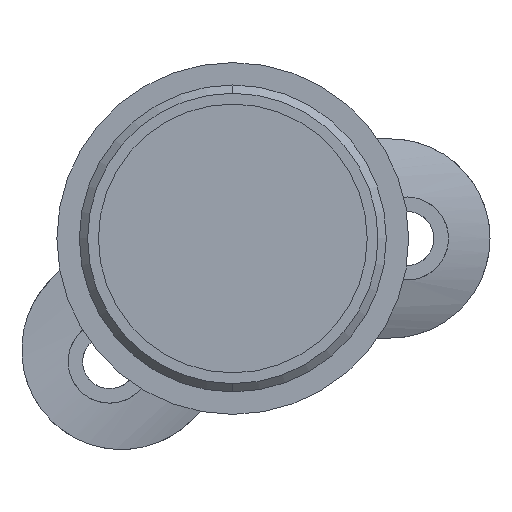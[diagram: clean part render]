
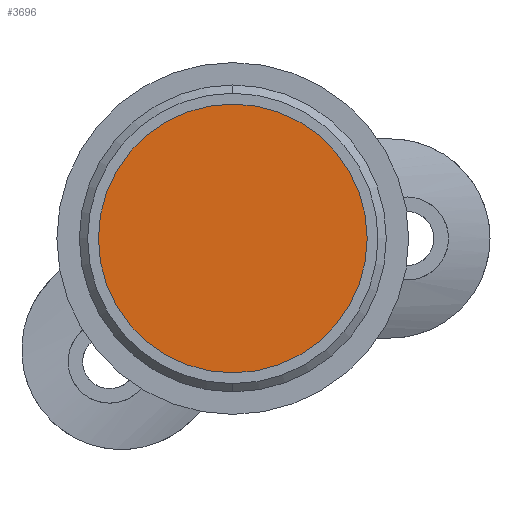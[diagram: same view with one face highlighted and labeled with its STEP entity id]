
A CAD part, front view. The second image highlights one B-rep face of the part: STEP entity #3696.
In plain terms, the highlighted planar face has unit normal (0, -1, 0).
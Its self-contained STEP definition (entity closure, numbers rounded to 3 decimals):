
#1364 = DIRECTION ( 'NONE',  ( 0., -1., 0. ) ) ;
#1820 = AXIS2_PLACEMENT_3D ( 'NONE', #8604, #10605, #2288 ) ;
#2288 = DIRECTION ( 'NONE',  ( 0., 0., -1. ) ) ;
#2722 = CIRCLE ( 'NONE', #6494, 16.2 ) ;
#3247 = EDGE_CURVE ( 'NONE', #3556, #4897, #3487, .T. ) ;
#3373 = EDGE_LOOP ( 'NONE', ( #3553, #7762 ) ) ;
#3487 = CIRCLE ( 'NONE', #11203, 16.2 ) ;
#3553 = ORIENTED_EDGE ( 'NONE', *, *, #4966, .T. ) ;
#3556 = VERTEX_POINT ( 'NONE', #5356 ) ;
#3696 = ADVANCED_FACE ( 'NONE', ( #5804 ), #7676, .T. ) ;
#4897 = VERTEX_POINT ( 'NONE', #7841 ) ;
#4966 = EDGE_CURVE ( 'NONE', #4897, #3556, #2722, .T. ) ;
#5356 = CARTESIAN_POINT ( 'NONE',  ( 0., 30.42, 16.2 ) ) ;
#5804 = FACE_OUTER_BOUND ( 'NONE', #3373, .T. ) ;
#6017 = CARTESIAN_POINT ( 'NONE',  ( 0., 30.42, 0. ) ) ;
#6494 = AXIS2_PLACEMENT_3D ( 'NONE', #6017, #1364, #11702 ) ;
#6750 = DIRECTION ( 'NONE',  ( 0., -1., 0. ) ) ;
#6831 = CARTESIAN_POINT ( 'NONE',  ( 0., 30.42, 0. ) ) ;
#7676 = PLANE ( 'NONE',  #1820 ) ;
#7680 = DIRECTION ( 'NONE',  ( 0., 0., -1. ) ) ;
#7762 = ORIENTED_EDGE ( 'NONE', *, *, #3247, .T. ) ;
#7841 = CARTESIAN_POINT ( 'NONE',  ( 0., 30.42, -16.2 ) ) ;
#8604 = CARTESIAN_POINT ( 'NONE',  ( 0., 30.42, 0. ) ) ;
#10605 = DIRECTION ( 'NONE',  ( 0., -1., 0. ) ) ;
#11203 = AXIS2_PLACEMENT_3D ( 'NONE', #6831, #6750, #7680 ) ;
#11702 = DIRECTION ( 'NONE',  ( 0., 0., -1. ) ) ;
